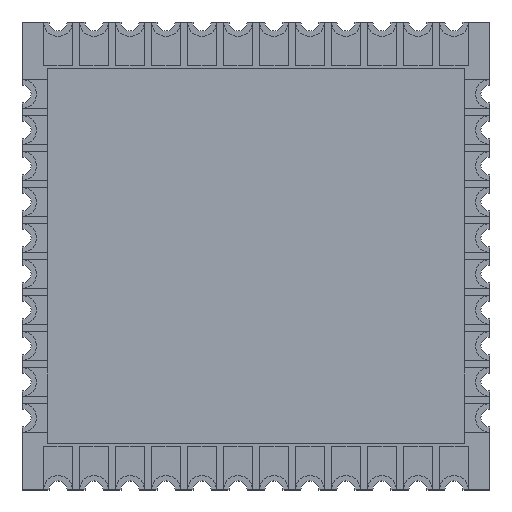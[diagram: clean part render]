
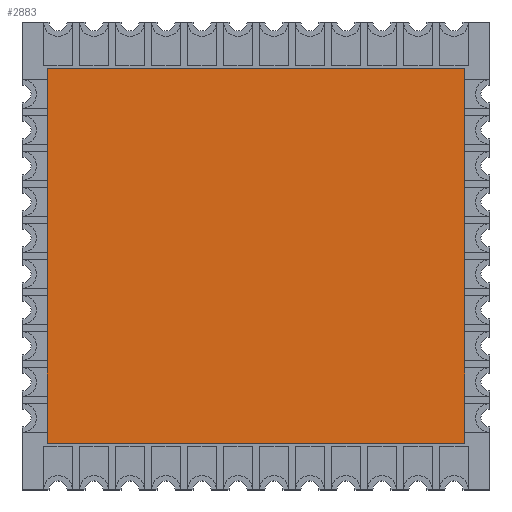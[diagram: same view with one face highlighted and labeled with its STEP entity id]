
A CAD part, top view. The second image highlights one B-rep face of the part: STEP entity #2883.
In plain terms, the highlighted planar face has unit normal (0, 0, 1).
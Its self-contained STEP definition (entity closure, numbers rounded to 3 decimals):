
#2883=ADVANCED_FACE('',(#4231),#3623,.F.);
#3623=PLANE('',#14704);
#4231=FACE_OUTER_BOUND('',#4971,.T.);
#4971=EDGE_LOOP('',(#5786,#5787,#5788,#5789));
#5786=ORIENTED_EDGE('',*,*,#10220,.F.);
#5787=ORIENTED_EDGE('',*,*,#10238,.F.);
#5788=ORIENTED_EDGE('',*,*,#10234,.F.);
#5789=ORIENTED_EDGE('',*,*,#10224,.F.);
#9094=VERTEX_POINT('',#19216);
#9095=VERTEX_POINT('',#19218);
#9096=VERTEX_POINT('',#19224);
#9102=VERTEX_POINT('',#19241);
#10220=EDGE_CURVE('',#9094,#9095,#11900,.T.);
#10224=EDGE_CURVE('',#9095,#9096,#11904,.T.);
#10234=EDGE_CURVE('',#9096,#9102,#11914,.T.);
#10238=EDGE_CURVE('',#9102,#9094,#11918,.T.);
#11900=LINE('',#19217,#13316);
#11904=LINE('',#19223,#13320);
#11914=LINE('',#19240,#13330);
#11918=LINE('',#19246,#13334);
#13316=VECTOR('',#15763,1.);
#13320=VECTOR('',#15769,1.);
#13330=VECTOR('',#15781,1.);
#13334=VECTOR('',#15787,1.);
#14704=AXIS2_PLACEMENT_3D('',#19252,#15794,#15795);
#15763=DIRECTION('',(-1.,0.,0.));
#15769=DIRECTION('',(0.,1.,0.));
#15781=DIRECTION('',(1.,0.,0.));
#15787=DIRECTION('',(0.,-1.,0.));
#15794=DIRECTION('',(0.,0.,-1.));
#15795=DIRECTION('',(-1.,0.,0.));
#19216=CARTESIAN_POINT('',(11.545,-10.295,1.4));
#19217=CARTESIAN_POINT('',(11.49,-10.295,1.4));
#19218=CARTESIAN_POINT('',(-0.055,-10.295,1.4));
#19223=CARTESIAN_POINT('',(-0.055,-10.19,1.4));
#19224=CARTESIAN_POINT('',(-0.055,0.105,1.4));
#19240=CARTESIAN_POINT('',(0.,0.105,1.4));
#19241=CARTESIAN_POINT('',(11.545,0.105,1.4));
#19246=CARTESIAN_POINT('',(11.545,0.,1.4));
#19252=CARTESIAN_POINT('',(0.,0.,1.4));
